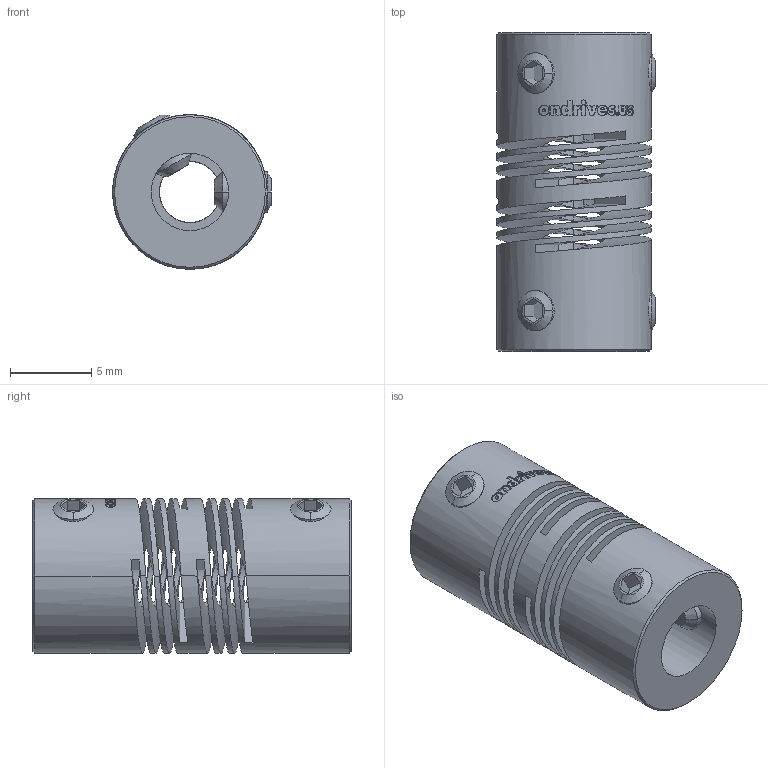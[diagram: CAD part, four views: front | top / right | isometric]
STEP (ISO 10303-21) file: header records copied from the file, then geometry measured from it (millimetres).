
FILE_DESCRIPTION (( 'STEP AP203' ), '1' );
FILE_NAME ('ONDRIVES_US_CORP_702_09_1516.step', '2018-09-16T02:00:46', ( '' ), ( '' ), 'SwSTEP 2.0', 'SolidWorks 2018', '' );
FILE_SCHEMA (( 'CONFIG_CONTROL_DESIGN' ));
Length unit declared in the file: inch
Products named in the file (1): ONDRIVES_US_CORP_702_09_1516
Bounding box: 9.75 x 19.6 x 9.5 mm (x, y, z)
Volume: 894.1 mm3; surface area: 1893.7 mm2
Topology: 5 solids, 5 shells, 278 faces, 761 edges, 498 vertices
Faces by surface type: bspline 115, plane 86, cylinder 57, cone 20
Entity records: 14736 total; most frequent: CARTESIAN_POINT 8423, ORIENTED_EDGE 1522, DIRECTION 889, EDGE_CURVE 761, VERTEX_POINT 498, LINE 373, VECTOR 373, EDGE_LOOP 305
